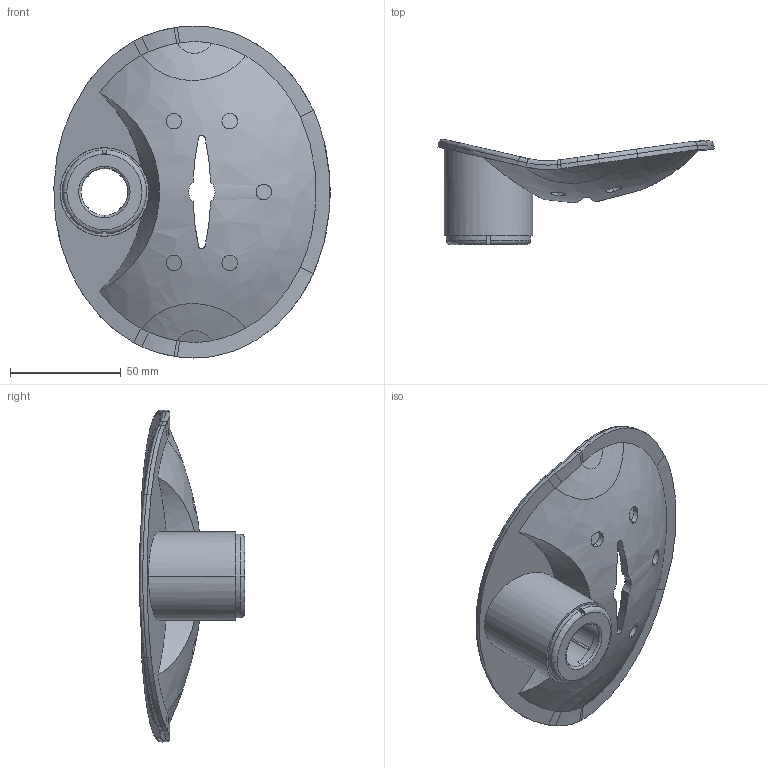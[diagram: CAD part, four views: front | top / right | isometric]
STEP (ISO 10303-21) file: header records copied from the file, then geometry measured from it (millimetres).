
FILE_DESCRIPTION((''),'2;1');
FILE_NAME('ZSAL111','2021-11-26T11:05:42',('ut3'),('PAFFONI SpA'),'CREO PARAMETRIC BY PTC INC, 2020044','CREO PARAMETRIC BY PTC INC, 2020044','');
FILE_SCHEMA(('CONFIG_CONTROL_DESIGN','SHAPE_APPEARANCE_LAYERS_GROUPS'));
Length unit declared in the file: millimetre
Products named in the file (1): ZSAL111
Bounding box: 124.88 x 47.58 x 150 mm (x, y, z)
Volume: 82545.4 mm3; surface area: 50024.7 mm2
Topology: 1 solids, 2 shells, 197 faces, 522 edges, 331 vertices
Faces by surface type: bspline 92, cylinder 43, plane 37, sphere 10, torus 8, extrusion 5, cone 2
Entity records: 13662 total; most frequent: CARTESIAN_POINT 9671, ORIENTED_EDGE 1020, EDGE_CURVE 510, DIRECTION 476, VERTEX_POINT 331, B_SPLINE_CURVE_WITH_KNOTS 321, EDGE_LOOP 215, FACE_OUTER_BOUND 197
